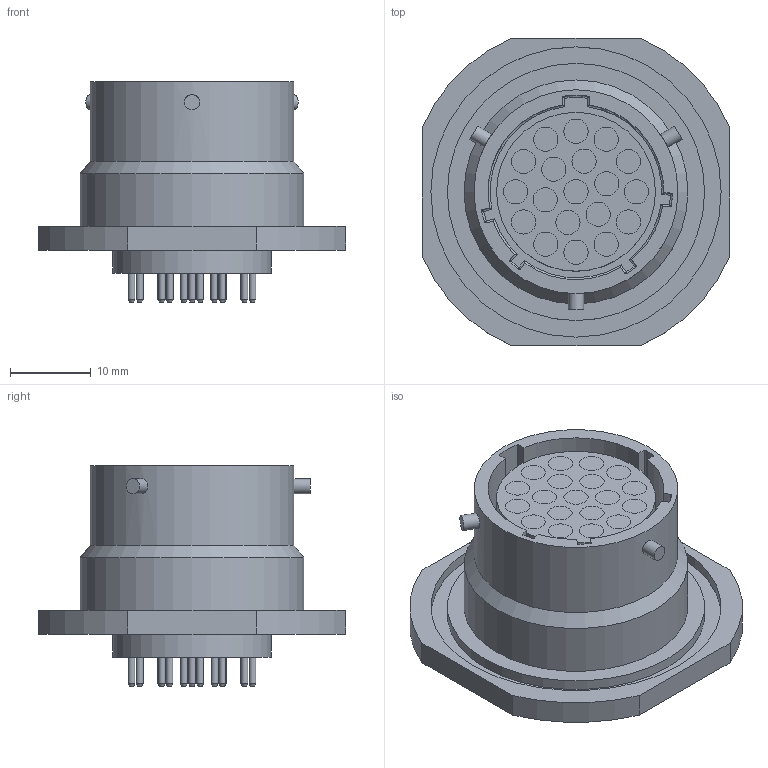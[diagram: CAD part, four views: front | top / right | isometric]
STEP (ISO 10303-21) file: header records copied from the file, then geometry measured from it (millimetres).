
FILE_DESCRIPTION(/* description */ (''),/* implementation_level */ '2;1');
FILE_NAME(/* name */ 'SOURIAU_UT071619S21E84T.stp',/* time_stamp */ '2016-03-04T10:18:33+01:00',/* author */ ('riccim'),/* organization */ (''),/* preprocessor_version */ 'ST-DEVELOPER v15.5',/* originating_system */ 'AutoCAD Mechanical',/* authorisation */ '');
FILE_SCHEMA (('AUTOMOTIVE_DESIGN { 1 0 10303 214 3 1 1 }'));
Length unit declared in the file: millimetre
Products named in the file (1): Product
Bounding box: 38.1 x 38.1 x 27.35 mm (x, y, z)
Volume: 13005.8 mm3; surface area: 8334.5 mm2
Topology: 41 solids, 41 shells, 262 faces, 427 edges, 272 vertices
Faces by surface type: plane 122, cylinder 100, cone 20, bspline 10, torus 10
Full cylindrical faces by diameter (mm): 0.85 x19, 1.89 x3, 3 x38, 19.7 x2, 25.3 x1, 27.77 x1, 31.9 x1, 36 x1
Entity records: 5906 total; most frequent: CARTESIAN_POINT 1423, DIRECTION 994, ORIENTED_EDGE 636, AXIS2_PLACEMENT_3D 459, EDGE_LOOP 374, EDGE_CURVE 318, FACE_OUTER_BOUND 262, ADVANCED_FACE 262
